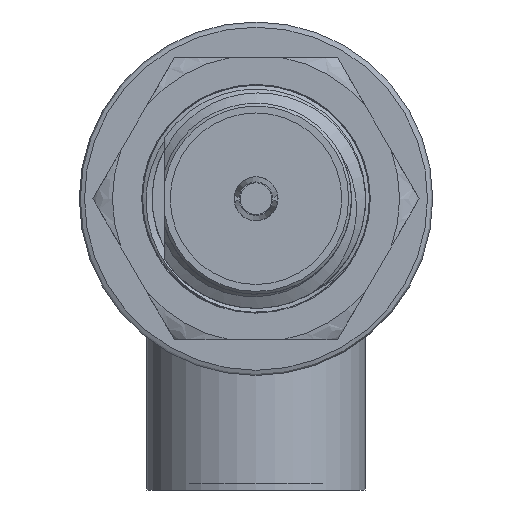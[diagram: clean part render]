
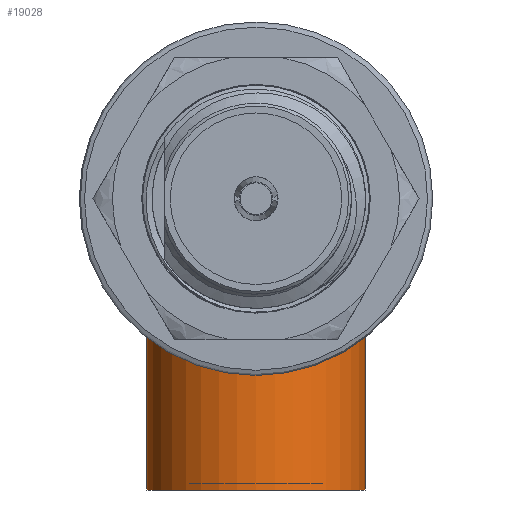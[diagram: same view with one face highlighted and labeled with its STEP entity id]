
A CAD part, front view. The second image highlights one B-rep face of the part: STEP entity #19028.
In plain terms, the highlighted cylindrical face has radius 3.15 mm (diameter 6.3 mm), a full revolution.
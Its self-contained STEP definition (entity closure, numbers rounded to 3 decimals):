
#2767=CYLINDRICAL_SURFACE('',#19863,3.15);
#3050=ORIENTED_EDGE('',*,*,#7467,.T.);
#3051=ORIENTED_EDGE('',*,*,#7452,.T.);
#7452=EDGE_CURVE('',#9675,#9675,#11187,.T.);
#7467=EDGE_CURVE('',#9681,#9681,#11191,.T.);
#9675=VERTEX_POINT('',#24838);
#9681=VERTEX_POINT('',#24894);
#11187=CIRCLE('',#19849,3.15);
#11191=CIRCLE('',#19864,3.15);
#11826=EDGE_LOOP('',(#3050));
#11827=EDGE_LOOP('',(#3051));
#12808=FACE_BOUND('',#11826,.T.);
#12809=FACE_BOUND('',#11827,.T.);
#19028=ADVANCED_FACE('',(#12808,#12809),#2767,.T.);
#19849=AXIS2_PLACEMENT_3D('',#24837,#21224,#21225);
#19863=AXIS2_PLACEMENT_3D('',#24892,#21257,#21258);
#19864=AXIS2_PLACEMENT_3D('',#24893,#21259,#21260);
#21224=DIRECTION('',(0.,0.,-1.));
#21225=DIRECTION('',(0.,-1.,0.));
#21257=DIRECTION('',(0.,0.,1.));
#21258=DIRECTION('',(0.,1.,0.));
#21259=DIRECTION('',(0.,0.,1.));
#21260=DIRECTION('',(-1.,0.,0.));
#24837=CARTESIAN_POINT('',(0.,69.09,-3.095));
#24838=CARTESIAN_POINT('',(0.,65.94,-3.095));
#24892=CARTESIAN_POINT('',(0.,69.09,-8.405));
#24893=CARTESIAN_POINT('',(0.,69.09,-8.405));
#24894=CARTESIAN_POINT('',(-3.15,69.09,-8.405));
